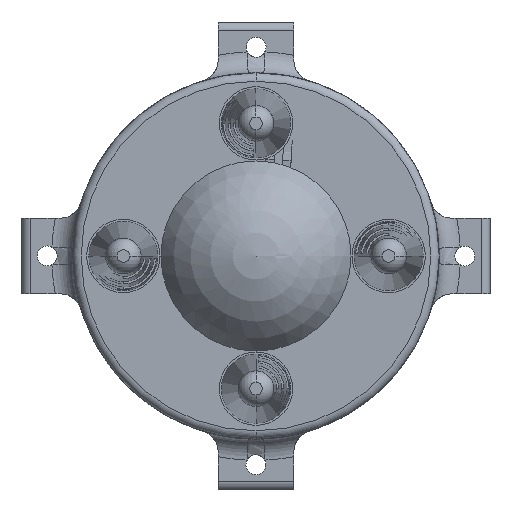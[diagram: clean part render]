
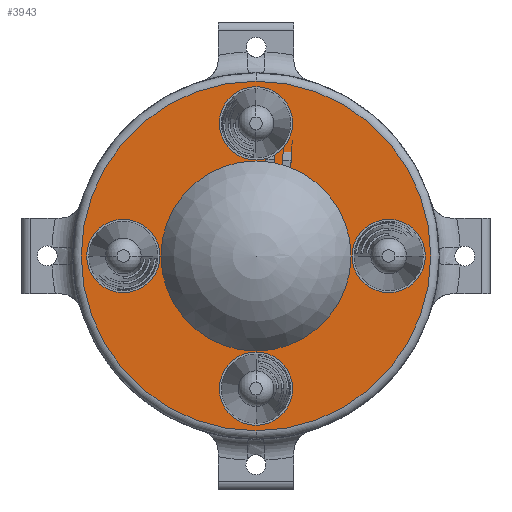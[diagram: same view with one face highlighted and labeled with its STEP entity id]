
A CAD part, front view. The second image highlights one B-rep face of the part: STEP entity #3943.
In plain terms, the highlighted planar face has unit normal (0, -1, 0).
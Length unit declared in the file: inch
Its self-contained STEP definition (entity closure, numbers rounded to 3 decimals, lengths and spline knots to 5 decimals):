
#91 = CIRCLE ( 'NONE', #12279, 0.35 ) ;
#468 = VERTEX_POINT ( 'NONE', #8393 ) ;
#860 = AXIS2_PLACEMENT_3D ( 'NONE', #8220, #8292, #7037 ) ;
#867 = DIRECTION ( 'NONE',  ( 0., 0., 1. ) ) ;
#990 = FACE_BOUND ( 'NONE', #5197, .T. ) ;
#1253 = CARTESIAN_POINT ( 'NONE',  ( 0., -0.25, 0.98 ) ) ;
#1518 = VERTEX_POINT ( 'NONE', #10931 ) ;
#1694 = CARTESIAN_POINT ( 'NONE',  ( 1.575, -0.25, 0.35 ) ) ;
#1743 = VERTEX_POINT ( 'NONE', #2737 ) ;
#1770 = VERTEX_POINT ( 'NONE', #1694 ) ;
#1828 = CARTESIAN_POINT ( 'NONE',  ( 0., -0.25, -0.98 ) ) ;
#1859 = AXIS2_PLACEMENT_3D ( 'NONE', #9001, #8208, #867 ) ;
#1894 = VERTEX_POINT ( 'NONE', #9845 ) ;
#1909 = EDGE_CURVE ( 'NONE', #5033, #6951, #8798, .T. ) ;
#1937 = AXIS2_PLACEMENT_3D ( 'NONE', #8670, #5416, #3470 ) ;
#2113 = ORIENTED_EDGE ( 'NONE', *, *, #10983, .F. ) ;
#2318 = CIRCLE ( 'NONE', #8737, 0.35 ) ;
#2354 = EDGE_CURVE ( 'NONE', #1770, #1743, #11451, .T. ) ;
#2463 = ORIENTED_EDGE ( 'NONE', *, *, #3642, .F. ) ;
#2616 = CARTESIAN_POINT ( 'NONE',  ( 0., -0.25, 0. ) ) ;
#2702 = AXIS2_PLACEMENT_3D ( 'NONE', #12110, #5718, #6885 ) ;
#2737 = CARTESIAN_POINT ( 'NONE',  ( 1.575, -0.25, -0.35 ) ) ;
#2829 = DIRECTION ( 'NONE',  ( 0., 0., 1. ) ) ;
#3136 = ORIENTED_EDGE ( 'NONE', *, *, #2354, .F. ) ;
#3148 = DIRECTION ( 'NONE',  ( 0., 1., 0. ) ) ;
#3400 = CIRCLE ( 'NONE', #1859, 0.35 ) ;
#3470 = DIRECTION ( 'NONE',  ( 0., 0., 1. ) ) ;
#3518 = DIRECTION ( 'NONE',  ( 0., -1., 0. ) ) ;
#3523 = DIRECTION ( 'NONE',  ( 0., -1., 0. ) ) ;
#3549 = AXIS2_PLACEMENT_3D ( 'NONE', #10946, #3518, #7738 ) ;
#3642 = EDGE_CURVE ( 'NONE', #13599, #4605, #11721, .T. ) ;
#3943 = ADVANCED_FACE ( 'NONE', ( #9237, #10219, #12645, #10432, #990, #12441 ), #10360, .F. ) ;
#3963 = CIRCLE ( 'NONE', #7043, 0.98 ) ;
#4091 = ORIENTED_EDGE ( 'NONE', *, *, #7680, .F. ) ;
#4209 = EDGE_LOOP ( 'NONE', ( #5369, #10597 ) ) ;
#4304 = EDGE_LOOP ( 'NONE', ( #11284, #4091 ) ) ;
#4605 = VERTEX_POINT ( 'NONE', #10520 ) ;
#5033 = VERTEX_POINT ( 'NONE', #1828 ) ;
#5047 = CARTESIAN_POINT ( 'NONE',  ( -1.575, -0.25, 0. ) ) ;
#5183 = DIRECTION ( 'NONE',  ( 0., -1., 0. ) ) ;
#5197 = EDGE_LOOP ( 'NONE', ( #3136, #12829 ) ) ;
#5312 = ORIENTED_EDGE ( 'NONE', *, *, #6107, .F. ) ;
#5355 = CIRCLE ( 'NONE', #2702, 0.35 ) ;
#5369 = ORIENTED_EDGE ( 'NONE', *, *, #12680, .F. ) ;
#5416 = DIRECTION ( 'NONE',  ( 0., -1., 0. ) ) ;
#5576 = DIRECTION ( 'NONE',  ( 0., -1., 0. ) ) ;
#5581 = AXIS2_PLACEMENT_3D ( 'NONE', #7571, #6462, #8624 ) ;
#5718 = DIRECTION ( 'NONE',  ( 0., -1., 0. ) ) ;
#5794 = DIRECTION ( 'NONE',  ( 0., 0., 1. ) ) ;
#6107 = EDGE_CURVE ( 'NONE', #6951, #5033, #3963, .T. ) ;
#6139 = VERTEX_POINT ( 'NONE', #8928 ) ;
#6350 = EDGE_CURVE ( 'NONE', #1894, #468, #9054, .T. ) ;
#6384 = AXIS2_PLACEMENT_3D ( 'NONE', #8422, #12458, #7243 ) ;
#6462 = DIRECTION ( 'NONE',  ( 0., -1., 0. ) ) ;
#6612 = CARTESIAN_POINT ( 'NONE',  ( 0., -0.25, 1.575 ) ) ;
#6885 = DIRECTION ( 'NONE',  ( 0., 0., 1. ) ) ;
#6893 = CIRCLE ( 'NONE', #5581, 2.075 ) ;
#6951 = VERTEX_POINT ( 'NONE', #1253 ) ;
#7037 = DIRECTION ( 'NONE',  ( 0., 0., 1. ) ) ;
#7043 = AXIS2_PLACEMENT_3D ( 'NONE', #2616, #3523, #5794 ) ;
#7115 = CARTESIAN_POINT ( 'NONE',  ( -1.575, -0.25, 0. ) ) ;
#7159 = CARTESIAN_POINT ( 'NONE',  ( 0., -0.25, 0. ) ) ;
#7243 = DIRECTION ( 'NONE',  ( 0., 0., 1. ) ) ;
#7274 = ORIENTED_EDGE ( 'NONE', *, *, #6350, .T. ) ;
#7428 = EDGE_CURVE ( 'NONE', #6139, #1518, #13035, .T. ) ;
#7570 = VERTEX_POINT ( 'NONE', #8439 ) ;
#7571 = CARTESIAN_POINT ( 'NONE',  ( 0., -0.25, 0. ) ) ;
#7680 = EDGE_CURVE ( 'NONE', #1518, #6139, #10158, .T. ) ;
#7738 = DIRECTION ( 'NONE',  ( 0., 0., 1. ) ) ;
#8102 = EDGE_LOOP ( 'NONE', ( #8853, #7274 ) ) ;
#8208 = DIRECTION ( 'NONE',  ( 0., -1., 0. ) ) ;
#8220 = CARTESIAN_POINT ( 'NONE',  ( 0., -0.25, 0. ) ) ;
#8292 = DIRECTION ( 'NONE',  ( 0., -1., 0. ) ) ;
#8298 = DIRECTION ( 'NONE',  ( 0., -1., 0. ) ) ;
#8393 = CARTESIAN_POINT ( 'NONE',  ( 0., -0.25, 2.075 ) ) ;
#8422 = CARTESIAN_POINT ( 'NONE',  ( 0., -0.25, -1.575 ) ) ;
#8439 = CARTESIAN_POINT ( 'NONE',  ( -1.575, -0.25, 0.35 ) ) ;
#8624 = DIRECTION ( 'NONE',  ( 0., 0., 1. ) ) ;
#8670 = CARTESIAN_POINT ( 'NONE',  ( 0., -0.25, 0. ) ) ;
#8725 = DIRECTION ( 'NONE',  ( 0., -1., 0. ) ) ;
#8737 = AXIS2_PLACEMENT_3D ( 'NONE', #5047, #5183, #13507 ) ;
#8798 = CIRCLE ( 'NONE', #1937, 0.98 ) ;
#8853 = ORIENTED_EDGE ( 'NONE', *, *, #9696, .T. ) ;
#8928 = CARTESIAN_POINT ( 'NONE',  ( 0., -0.25, -1.225 ) ) ;
#9001 = CARTESIAN_POINT ( 'NONE',  ( 0., -0.25, 1.575 ) ) ;
#9015 = EDGE_LOOP ( 'NONE', ( #2463, #2113 ) ) ;
#9054 = CIRCLE ( 'NONE', #860, 2.075 ) ;
#9237 = FACE_BOUND ( 'NONE', #4304, .T. ) ;
#9391 = EDGE_CURVE ( 'NONE', #1743, #1770, #5355, .T. ) ;
#9491 = AXIS2_PLACEMENT_3D ( 'NONE', #6612, #5576, #9802 ) ;
#9696 = EDGE_CURVE ( 'NONE', #468, #1894, #6893, .T. ) ;
#9802 = DIRECTION ( 'NONE',  ( 0., 0., 1. ) ) ;
#9845 = CARTESIAN_POINT ( 'NONE',  ( 0., -0.25, -2.075 ) ) ;
#10115 = AXIS2_PLACEMENT_3D ( 'NONE', #12753, #8725, #12679 ) ;
#10158 = CIRCLE ( 'NONE', #3549, 0.35 ) ;
#10219 = FACE_BOUND ( 'NONE', #9015, .T. ) ;
#10360 = PLANE ( 'NONE',  #11943 ) ;
#10432 = FACE_BOUND ( 'NONE', #11010, .T. ) ;
#10520 = CARTESIAN_POINT ( 'NONE',  ( 0., -0.25, 1.225 ) ) ;
#10597 = ORIENTED_EDGE ( 'NONE', *, *, #12644, .F. ) ;
#10732 = CARTESIAN_POINT ( 'NONE',  ( -1.575, -0.25, -0.35 ) ) ;
#10931 = CARTESIAN_POINT ( 'NONE',  ( 0., -0.25, -1.925 ) ) ;
#10946 = CARTESIAN_POINT ( 'NONE',  ( 0., -0.25, -1.575 ) ) ;
#10983 = EDGE_CURVE ( 'NONE', #4605, #13599, #3400, .T. ) ;
#11010 = EDGE_LOOP ( 'NONE', ( #5312, #12504 ) ) ;
#11284 = ORIENTED_EDGE ( 'NONE', *, *, #7428, .F. ) ;
#11410 = DIRECTION ( 'NONE',  ( 0., 0., 1. ) ) ;
#11451 = CIRCLE ( 'NONE', #10115, 0.35 ) ;
#11721 = CIRCLE ( 'NONE', #9491, 0.35 ) ;
#11943 = AXIS2_PLACEMENT_3D ( 'NONE', #7159, #3148, #11410 ) ;
#12110 = CARTESIAN_POINT ( 'NONE',  ( 1.575, -0.25, 0. ) ) ;
#12279 = AXIS2_PLACEMENT_3D ( 'NONE', #7115, #8298, #2829 ) ;
#12441 = FACE_BOUND ( 'NONE', #4209, .T. ) ;
#12458 = DIRECTION ( 'NONE',  ( 0., -1., 0. ) ) ;
#12504 = ORIENTED_EDGE ( 'NONE', *, *, #1909, .F. ) ;
#12644 = EDGE_CURVE ( 'NONE', #12813, #7570, #91, .T. ) ;
#12645 = FACE_OUTER_BOUND ( 'NONE', #8102, .T. ) ;
#12679 = DIRECTION ( 'NONE',  ( 0., 0., 1. ) ) ;
#12680 = EDGE_CURVE ( 'NONE', #7570, #12813, #2318, .T. ) ;
#12753 = CARTESIAN_POINT ( 'NONE',  ( 1.575, -0.25, 0. ) ) ;
#12813 = VERTEX_POINT ( 'NONE', #10732 ) ;
#12829 = ORIENTED_EDGE ( 'NONE', *, *, #9391, .F. ) ;
#13035 = CIRCLE ( 'NONE', #6384, 0.35 ) ;
#13098 = CARTESIAN_POINT ( 'NONE',  ( 0., -0.25, 1.925 ) ) ;
#13507 = DIRECTION ( 'NONE',  ( 0., 0., 1. ) ) ;
#13599 = VERTEX_POINT ( 'NONE', #13098 ) ;
